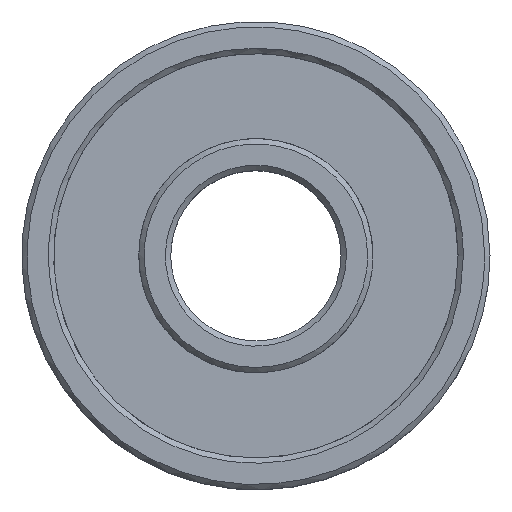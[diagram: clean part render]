
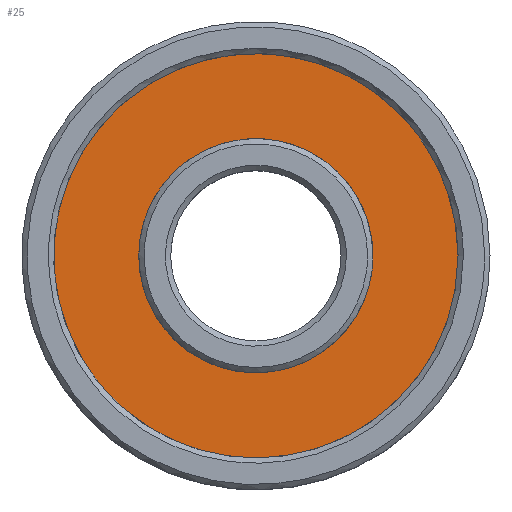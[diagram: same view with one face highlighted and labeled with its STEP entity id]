
A CAD part, top view. The second image highlights one B-rep face of the part: STEP entity #25.
In plain terms, the highlighted planar face has unit normal (0, 0, 1).
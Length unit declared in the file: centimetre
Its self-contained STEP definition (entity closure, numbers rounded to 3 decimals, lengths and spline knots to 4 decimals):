
#25=ADVANCED_FACE('',(#51,#45),#253,.T.);
#45=FACE_BOUND('',#73,.T.);
#51=FACE_OUTER_BOUND('',#72,.T.);
#72=EDGE_LOOP('',(#98));
#73=EDGE_LOOP('',(#99));
#98=ORIENTED_EDGE('',*,*,#165,.T.);
#99=ORIENTED_EDGE('',*,*,#167,.T.);
#165=EDGE_CURVE('',#233,#233,#207,.T.);
#167=EDGE_CURVE('',#235,#235,#209,.T.);
#207=(
BOUNDED_CURVE()
B_SPLINE_CURVE(2,(#559,#560,#561,#562,#563,#564,#565,#566,#567),
 .UNSPECIFIED.,.T.,.F.)
B_SPLINE_CURVE_WITH_KNOTS((3,2,2,2,3),(0.,17.2788,34.5575,
51.8363,69.115),.UNSPECIFIED.)
CURVE()
GEOMETRIC_REPRESENTATION_ITEM()
RATIONAL_B_SPLINE_CURVE((1.,0.707,1.,0.707,1.,0.707,
1.,0.707,1.))
REPRESENTATION_ITEM('')
);
#209=(
BOUNDED_CURVE()
B_SPLINE_CURVE(2,(#577,#578,#579,#580,#581,#582,#583,#584,#585),
 .UNSPECIFIED.,.T.,.F.)
B_SPLINE_CURVE_WITH_KNOTS((3,2,2,2,3),(69.115,75.3982,
81.6814,87.9646,94.2478),.UNSPECIFIED.)
CURVE()
GEOMETRIC_REPRESENTATION_ITEM()
RATIONAL_B_SPLINE_CURVE((1.,0.707,1.,0.707,1.,0.707,
1.,0.707,1.))
REPRESENTATION_ITEM('')
);
#233=VERTEX_POINT('',#531);
#235=VERTEX_POINT('',#533);
#253=PLANE('',#291);
#291=AXIS2_PLACEMENT_3D('',#381,#300,$);
#300=DIRECTION('',(0.,0.,1.));
#381=CARTESIAN_POINT('',(-11.875,6.125,8.8));
#531=CARTESIAN_POINT('',(9.5,18.,8.8));
#533=CARTESIAN_POINT('',(5.5,18.,8.8));
#559=CARTESIAN_POINT('',(9.5,18.,8.8));
#560=CARTESIAN_POINT('',(9.5,27.5,8.8));
#561=CARTESIAN_POINT('',(0.,27.5,8.8));
#562=CARTESIAN_POINT('',(-9.5,27.5,8.8));
#563=CARTESIAN_POINT('',(-9.5,18.,8.8));
#564=CARTESIAN_POINT('',(-9.5,8.5,8.8));
#565=CARTESIAN_POINT('',(0.,8.5,8.8));
#566=CARTESIAN_POINT('',(9.5,8.5,8.8));
#567=CARTESIAN_POINT('',(9.5,18.,8.8));
#577=CARTESIAN_POINT('',(5.5,18.,8.8));
#578=CARTESIAN_POINT('',(5.5,12.5,8.8));
#579=CARTESIAN_POINT('',(0.,12.5,8.8));
#580=CARTESIAN_POINT('',(-5.5,12.5,8.8));
#581=CARTESIAN_POINT('',(-5.5,18.,8.8));
#582=CARTESIAN_POINT('',(-5.5,23.5,8.8));
#583=CARTESIAN_POINT('',(0.,23.5,8.8));
#584=CARTESIAN_POINT('',(5.5,23.5,8.8));
#585=CARTESIAN_POINT('',(5.5,18.,8.8));
